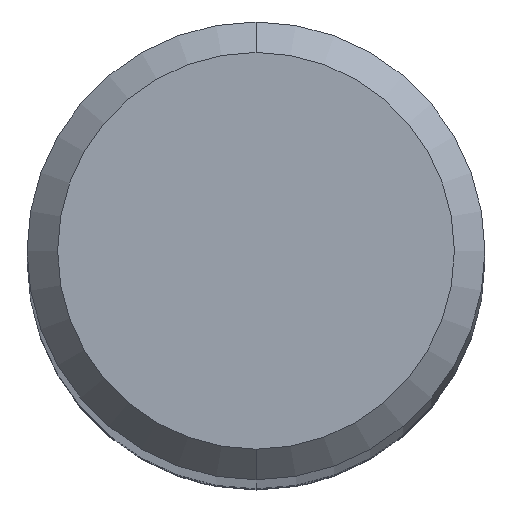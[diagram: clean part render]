
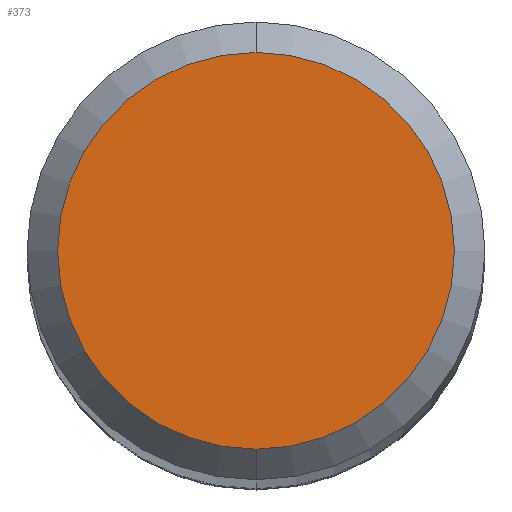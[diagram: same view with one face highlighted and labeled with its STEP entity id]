
A CAD part, top view. The second image highlights one B-rep face of the part: STEP entity #373.
In plain terms, the highlighted planar face has unit normal (0, 0, 1).
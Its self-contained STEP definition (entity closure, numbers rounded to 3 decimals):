
#187=EDGE_CURVE('',#251,#287,#491,.T.);
#251=VERTEX_POINT('',#560);
#285=EDGE_CURVE('',#287,#251,#601,.T.);
#287=VERTEX_POINT('',#603);
#373=ADVANCED_FACE('',(#705),#706,.T.);
#491=CIRCLE('',#831,2.6);
#560=CARTESIAN_POINT('',(0.,-2.6,0.0));
#601=CIRCLE('',#1028,2.6);
#603=CARTESIAN_POINT('',(0.0,2.6,0.0));
#705=FACE_OUTER_BOUND('',#1257,.T.);
#706=PLANE('',#1258);
#831=AXIS2_PLACEMENT_3D('',#1442,#1443,#1444);
#1028=AXIS2_PLACEMENT_3D('',#1575,#1576,#1577);
#1257=EDGE_LOOP('',(#1726,#1727));
#1258=AXIS2_PLACEMENT_3D('',#1728,#1729,#1730);
#1442=CARTESIAN_POINT('',(0.0,0.0,0.0));
#1443=DIRECTION('',(0.0,0.0,-1.0));
#1444=DIRECTION('',(0.0,1.0,0.0));
#1575=CARTESIAN_POINT('',(0.0,0.0,0.0));
#1576=DIRECTION('',(0.0,0.0,-1.0));
#1577=DIRECTION('',(0.0,1.0,0.0));
#1726=ORIENTED_EDGE('',*,*,#285,.F.);
#1727=ORIENTED_EDGE('',*,*,#187,.F.);
#1728=CARTESIAN_POINT('',(0.0,1.3,0.0));
#1729=DIRECTION('',(-0.0,0.0,1.0));
#1730=DIRECTION('',(0.0,-1.0,0.0));
